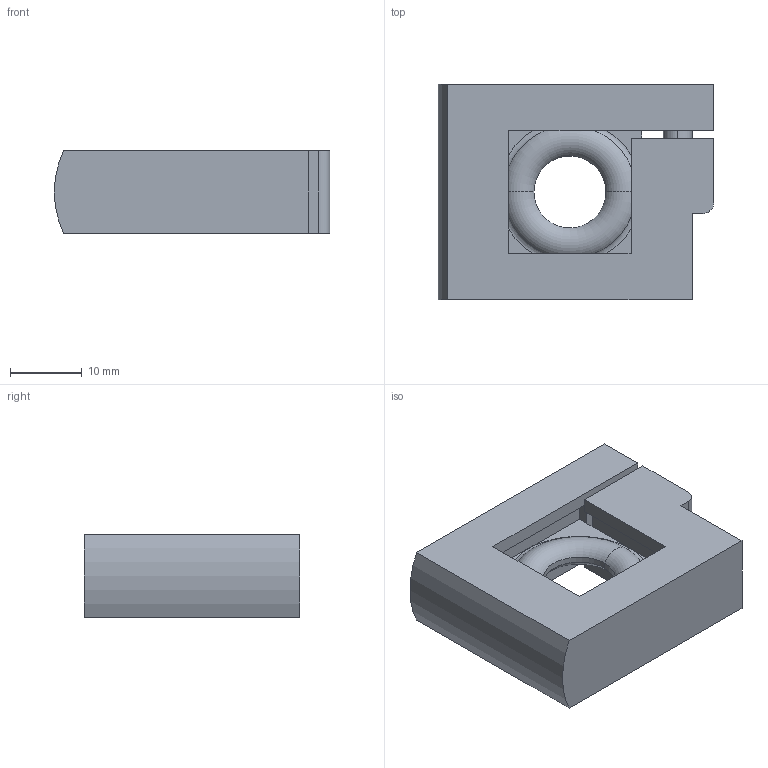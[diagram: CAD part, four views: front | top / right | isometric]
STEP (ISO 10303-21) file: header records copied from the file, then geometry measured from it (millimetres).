
FILE_DESCRIPTION (( 'STEP AP203' ), '1' );
FILE_NAME ('AB-2U.step', '2015-11-09T22:36:05', ( '' ), ( '' ), 'SwSTEP 2.0', 'SolidWorks 2015', '' );
FILE_SCHEMA (( 'CONFIG_CONTROL_DESIGN' ));
Length unit declared in the file: millimetre
Products named in the file (1): AB-2U
Bounding box: 38.3 x 30 x 11.5 mm (x, y, z)
Volume: 9004.5 mm3; surface area: 5689.2 mm2
Topology: 3 solids, 3 shells, 86 faces, 203 edges, 130 vertices
Faces by surface type: plane 54, cylinder 20, torus 8, cone 4
Entity records: 2540 total; most frequent: DIRECTION 437, CARTESIAN_POINT 420, ORIENTED_EDGE 406, EDGE_CURVE 203, AXIS2_PLACEMENT_3D 147, LINE 143, VECTOR 143, VERTEX_POINT 130
